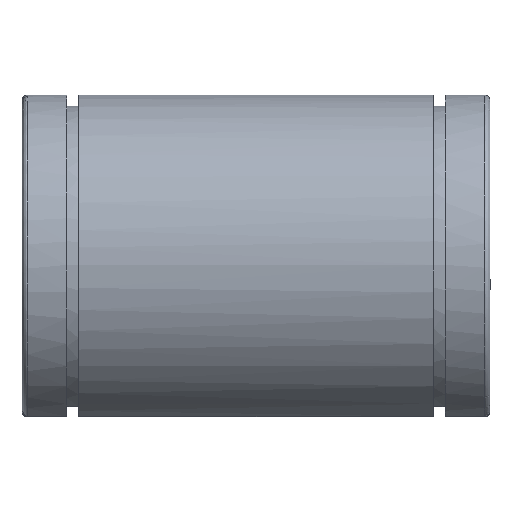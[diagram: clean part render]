
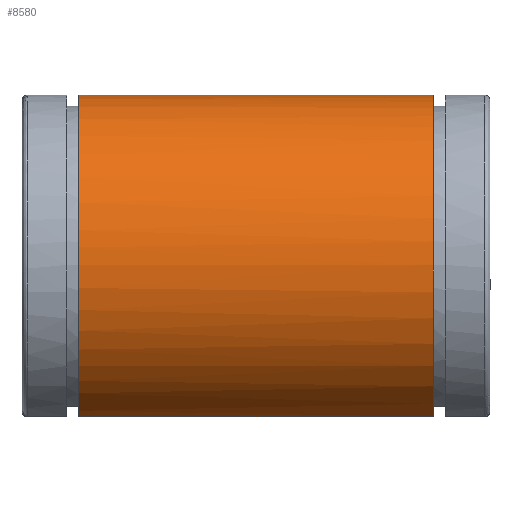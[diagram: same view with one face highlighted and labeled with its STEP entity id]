
A CAD part, top view. The second image highlights one B-rep face of the part: STEP entity #8580.
In plain terms, the highlighted free-form (B-spline) face has degree [3, 1] with [7, 2] control points.
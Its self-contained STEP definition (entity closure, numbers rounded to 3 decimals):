
#3180 = CARTESIAN_POINT ('', (145., -53.465, 27.23));
#3190 = VERTEX_POINT ('', #3180);
#3270 = CARTESIAN_POINT ('', (20., -53.465, 27.23));
#3280 = VERTEX_POINT ('', #3270);
#3290 = CARTESIAN_POINT ('', (145., -53.465, 27.23));
#3300 = CARTESIAN_POINT ('', (20., -53.465, 27.23));
#3310 = B_SPLINE_CURVE_WITH_KNOTS ('', 1, (#3290, #3300), .UNSPECIFIED., .F., .U., (2, 2), (0., 1.), .UNSPECIFIED.);
#3320 = EDGE_CURVE ('', #3190, #3280, #3310, .T.);
#7580 = CARTESIAN_POINT ('', (20., 0., 60.));
#7590 = VERTEX_POINT ('', #7580);
#7600 = CARTESIAN_POINT ('', (20., 0., 60.));
#7610 = CARTESIAN_POINT ('', (20., -25.124, 60.));
#7620 = CARTESIAN_POINT ('', (20., -43.882, 46.046));
#7630 = CARTESIAN_POINT ('', (20., -53.465, 27.23));
#7640 = (
   BOUNDED_CURVE ()
   B_SPLINE_CURVE (3, (#7600, #7610, #7620, #7630), .UNSPECIFIED., .F., .U.)
   B_SPLINE_CURVE_WITH_KNOTS ((4, 4), (0., 1.), .UNSPECIFIED.)
   CURVE ()
   GEOMETRIC_REPRESENTATION_ITEM ()
   RATIONAL_B_SPLINE_CURVE ((0.625, 0.658, 0.783, 1.))
   REPRESENTATION_ITEM ('')
);
#7650 = EDGE_CURVE ('', #7590, #3280, #7640, .T.);
#7670 = CARTESIAN_POINT ('', (20., 0., -60.));
#7680 = VERTEX_POINT ('', #7670);
#7690 = CARTESIAN_POINT ('', (20., 0., -60.));
#7700 = CARTESIAN_POINT ('', (20., 38.482, -60.));
#7710 = CARTESIAN_POINT ('', (20., 60., -31.676));
#7720 = CARTESIAN_POINT ('', (20., 60., 0.));
#7730 = CARTESIAN_POINT ('', (20., 60., 31.676));
#7740 = CARTESIAN_POINT ('', (20., 38.482, 60.));
#7750 = CARTESIAN_POINT ('', (20., 0., 60.));
#7760 = (
   BOUNDED_CURVE ()
   B_SPLINE_CURVE (3, (#7690, #7700, #7710, #7720, #7730, #7740, #7750), .UNSPECIFIED., .F., .U.)
   B_SPLINE_CURVE_WITH_KNOTS ((4, 3, 4), (0., 0.5, 1.), .UNSPECIFIED.)
   CURVE ()
   GEOMETRIC_REPRESENTATION_ITEM ()
   RATIONAL_B_SPLINE_CURVE ((0.625, 0.581, 0.706, 1., 0.706, 0.581, 0.625))
   REPRESENTATION_ITEM ('')
);
#7770 = EDGE_CURVE ('', #7680, #7590, #7760, .T.);
#7790 = CARTESIAN_POINT ('', (20., -53.465, -27.23));
#7800 = VERTEX_POINT ('', #7790);
#7810 = CARTESIAN_POINT ('', (20., -53.465, -27.23));
#7820 = CARTESIAN_POINT ('', (20., -43.882, -46.046));
#7830 = CARTESIAN_POINT ('', (20., -25.124, -60.));
#7840 = CARTESIAN_POINT ('', (20., 0., -60.));
#7850 = (
   BOUNDED_CURVE ()
   B_SPLINE_CURVE (3, (#7810, #7820, #7830, #7840), .UNSPECIFIED., .F., .U.)
   B_SPLINE_CURVE_WITH_KNOTS ((4, 4), (0., 1.), .UNSPECIFIED.)
   CURVE ()
   GEOMETRIC_REPRESENTATION_ITEM ()
   RATIONAL_B_SPLINE_CURVE ((1., 0.783, 0.658, 0.625))
   REPRESENTATION_ITEM ('')
);
#7860 = EDGE_CURVE ('', #7800, #7680, #7850, .T.);
#8020 = ORIENTED_EDGE ('', *, *, #3320, .F.);
#8030 = CARTESIAN_POINT ('', (145., 0., 60.));
#8040 = VERTEX_POINT ('', #8030);
#8050 = CARTESIAN_POINT ('', (145., -53.465, 27.23));
#8060 = CARTESIAN_POINT ('', (145., -43.882, 46.046));
#8070 = CARTESIAN_POINT ('', (145., -25.124, 60.));
#8080 = CARTESIAN_POINT ('', (145., 0., 60.));
#8090 = (
   BOUNDED_CURVE ()
   B_SPLINE_CURVE (3, (#8050, #8060, #8070, #8080), .UNSPECIFIED., .F., .U.)
   B_SPLINE_CURVE_WITH_KNOTS ((4, 4), (0., 1.), .UNSPECIFIED.)
   CURVE ()
   GEOMETRIC_REPRESENTATION_ITEM ()
   RATIONAL_B_SPLINE_CURVE ((1., 0.783, 0.658, 0.625))
   REPRESENTATION_ITEM ('')
);
#8100 = EDGE_CURVE ('', #3190, #8040, #8090, .T.);
#8110 = ORIENTED_EDGE ('', *, *, #8100, .T.);
#8120 = CARTESIAN_POINT ('', (145., 0., -60.));
#8130 = VERTEX_POINT ('', #8120);
#8140 = CARTESIAN_POINT ('', (145., 0., 60.));
#8150 = CARTESIAN_POINT ('', (145., 38.482, 60.));
#8160 = CARTESIAN_POINT ('', (145., 60., 31.676));
#8170 = CARTESIAN_POINT ('', (145., 60., 0.));
#8180 = CARTESIAN_POINT ('', (145., 60., -31.676));
#8190 = CARTESIAN_POINT ('', (145., 38.482, -60.));
#8200 = CARTESIAN_POINT ('', (145., 0., -60.));
#8210 = (
   BOUNDED_CURVE ()
   B_SPLINE_CURVE (3, (#8140, #8150, #8160, #8170, #8180, #8190, #8200), .UNSPECIFIED., .F., .U.)
   B_SPLINE_CURVE_WITH_KNOTS ((4, 3, 4), (0., 0.5, 1.), .UNSPECIFIED.)
   CURVE ()
   GEOMETRIC_REPRESENTATION_ITEM ()
   RATIONAL_B_SPLINE_CURVE ((0.625, 0.581, 0.706, 1., 0.706, 0.581, 0.625))
   REPRESENTATION_ITEM ('')
);
#8220 = EDGE_CURVE ('', #8040, #8130, #8210, .T.);
#8230 = ORIENTED_EDGE ('', *, *, #8220, .T.);
#8240 = CARTESIAN_POINT ('', (145., -53.465, -27.23));
#8250 = VERTEX_POINT ('', #8240);
#8260 = CARTESIAN_POINT ('', (145., 0., -60.));
#8270 = CARTESIAN_POINT ('', (145., -25.124, -60.));
#8280 = CARTESIAN_POINT ('', (145., -43.882, -46.046));
#8290 = CARTESIAN_POINT ('', (145., -53.465, -27.23));
#8300 = (
   BOUNDED_CURVE ()
   B_SPLINE_CURVE (3, (#8260, #8270, #8280, #8290), .UNSPECIFIED., .F., .U.)
   B_SPLINE_CURVE_WITH_KNOTS ((4, 4), (0., 1.), .UNSPECIFIED.)
   CURVE ()
   GEOMETRIC_REPRESENTATION_ITEM ()
   RATIONAL_B_SPLINE_CURVE ((0.625, 0.658, 0.783, 1.))
   REPRESENTATION_ITEM ('')
);
#8310 = EDGE_CURVE ('', #8130, #8250, #8300, .T.);
#8320 = ORIENTED_EDGE ('', *, *, #8310, .T.);
#8330 = CARTESIAN_POINT ('', (20., -53.465, -27.23));
#8340 = CARTESIAN_POINT ('', (145., -53.465, -27.23));
#8350 = B_SPLINE_CURVE_WITH_KNOTS ('', 1, (#8330, #8340), .UNSPECIFIED., .F., .U., (2, 2), (0., 1.), .UNSPECIFIED.);
#8360 = EDGE_CURVE ('', #7800, #8250, #8350, .T.);
#8370 = ORIENTED_EDGE ('', *, *, #8360, .F.);
#8380 = ORIENTED_EDGE ('', *, *, #7860, .T.);
#8390 = ORIENTED_EDGE ('', *, *, #7770, .T.);
#8400 = ORIENTED_EDGE ('', *, *, #7650, .T.);
#8410 = EDGE_LOOP ('', (#8020, #8110, #8230, #8320, #8370, #8380, #8390, #8400));
#8420 = FACE_OUTER_BOUND ('', #8410, .T.);
#8430 = CARTESIAN_POINT ('', (20., -53.465, -27.23));
#8440 = CARTESIAN_POINT ('', (145., -53.465, -27.23));
#8450 = CARTESIAN_POINT ('', (20., -17.36, -98.122));
#8460 = CARTESIAN_POINT ('', (145., -17.36, -98.122));
#8470 = CARTESIAN_POINT ('', (20., 60., -79.557));
#8480 = CARTESIAN_POINT ('', (145., 60., -79.557));
#8490 = CARTESIAN_POINT ('', (20., 60., 0.));
#8500 = CARTESIAN_POINT ('', (145., 60., 0.));
#8510 = CARTESIAN_POINT ('', (20., 60., 79.557));
#8520 = CARTESIAN_POINT ('', (145., 60., 79.557));
#8530 = CARTESIAN_POINT ('', (20., -17.36, 98.122));
#8540 = CARTESIAN_POINT ('', (145., -17.36, 98.122));
#8550 = CARTESIAN_POINT ('', (20., -53.465, 27.23));
#8560 = CARTESIAN_POINT ('', (145., -53.465, 27.23));
#8570 = (
   BOUNDED_SURFACE ()
   B_SPLINE_SURFACE (3, 1, ((#8430, #8440), (#8450, #8460), (#8470, #8480), (#8490, #8500), (#8510, #8520), (#8530, #8540), (#8550, #8560)), .UNSPECIFIED., .F., .F., .U.)
   B_SPLINE_SURFACE_WITH_KNOTS ((4, 3, 4), (2, 2), (0., 0.5, 1.), (0., 1.), .UNSPECIFIED.)
   SURFACE ()
   GEOMETRIC_REPRESENTATION_ITEM ()
   RATIONAL_B_SPLINE_SURFACE (((1., 1.), (0.489, 0.489), (0.489, 0.489), (1., 1.), (0.489, 0.489), (0.489, 0.489), (1., 1.)))
   REPRESENTATION_ITEM ('')
);
#8580 = ADVANCED_FACE ('', (#8420), #8570, .T.);
